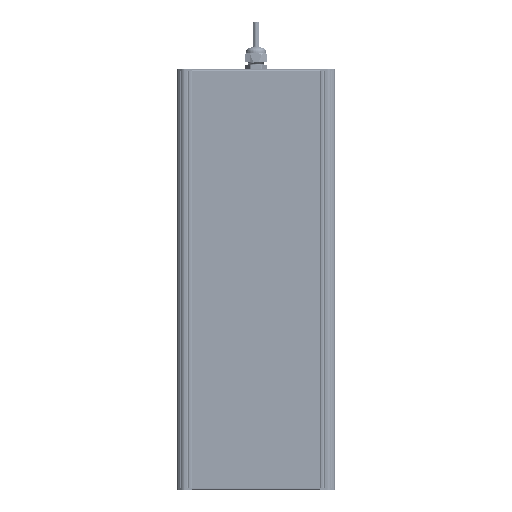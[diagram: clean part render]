
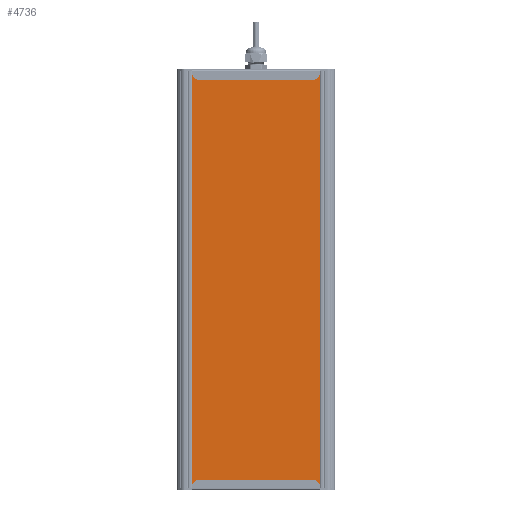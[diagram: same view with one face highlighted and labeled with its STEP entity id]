
A CAD part, front view. The second image highlights one B-rep face of the part: STEP entity #4736.
In plain terms, the highlighted face is planar.
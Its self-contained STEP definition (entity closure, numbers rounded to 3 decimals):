
#4736=ADVANCED_FACE('',(#16684),#16686,.T.);
#16684=FACE_BOUND('',#16685,.T.);
#16685=EDGE_LOOP('',(#49925,#49926,#49927,#49928));
#16686=PLANE('',#16687);
#16687=AXIS2_PLACEMENT_3D('',#16688,#16689,#16690);
#16688=CARTESIAN_POINT('',(2111.497,401.002,-34.582));
#16689=DIRECTION('',(0.,0.,-1.));
#16690=DIRECTION('',(0.,1.,0.));
#49925=ORIENTED_EDGE('',*,*,#59235,.F.);
#49926=ORIENTED_EDGE('',*,*,#59234,.T.);
#49927=ORIENTED_EDGE('',*,*,#59236,.F.);
#49928=ORIENTED_EDGE('',*,*,#59237,.F.);
#59234=EDGE_CURVE('',#66182,#66186,#66188,.T.);
#59235=EDGE_CURVE('',#66182,#66189,#66190,.T.);
#59236=EDGE_CURVE('',#66191,#66186,#66192,.T.);
#59237=EDGE_CURVE('',#66189,#66191,#66193,.T.);
#66182=VERTEX_POINT('',#87184);
#66186=VERTEX_POINT('',#87192);
#66188=LINE('',#87196,#87197);
#66189=VERTEX_POINT('',#87199);
#66190=LINE('',#87200,#87201);
#66191=VERTEX_POINT('',#87203);
#66192=LINE('',#87204,#87205);
#66193=LINE('',#87207,#87208);
#87184=CARTESIAN_POINT('',(2111.497,565.13,-34.582));
#87192=CARTESIAN_POINT('',(2607.497,565.13,-34.582));
#87196=CARTESIAN_POINT('',(2111.497,565.13,-34.582));
#87197=VECTOR('',#87198,1.);
#87198=DIRECTION('',(1.,0.,0.));
#87199=CARTESIAN_POINT('',(2111.497,401.002,-34.582));
#87200=CARTESIAN_POINT('',(2111.497,565.13,-34.582));
#87201=VECTOR('',#87202,1.);
#87202=DIRECTION('',(0.,-1.,0.));
#87203=CARTESIAN_POINT('',(2607.497,401.002,-34.582));
#87204=CARTESIAN_POINT('',(2607.497,401.002,-34.582));
#87205=VECTOR('',#87206,1.);
#87206=DIRECTION('',(0.,1.,0.));
#87207=CARTESIAN_POINT('',(2111.497,401.002,-34.582));
#87208=VECTOR('',#87209,1.);
#87209=DIRECTION('',(1.,0.,0.));
